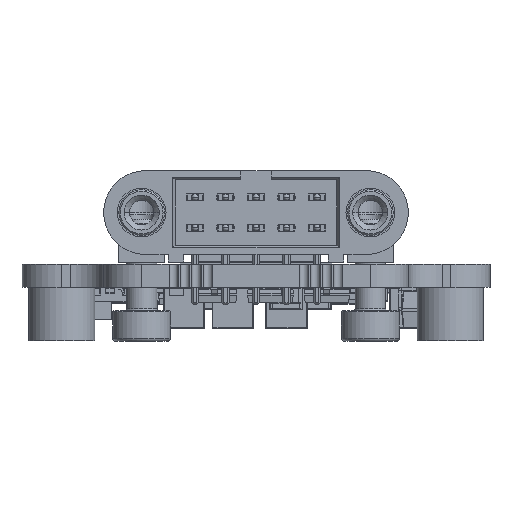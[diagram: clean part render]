
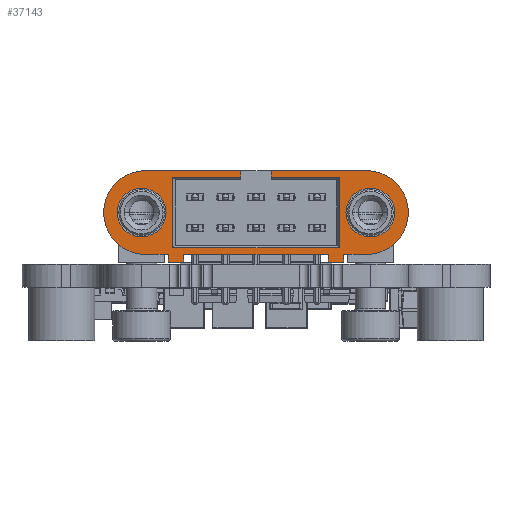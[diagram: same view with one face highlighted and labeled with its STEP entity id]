
A CAD part, front view. The second image highlights one B-rep face of the part: STEP entity #37143.
In plain terms, the highlighted face is planar.
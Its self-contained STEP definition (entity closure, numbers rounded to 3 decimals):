
#33424 = VERTEX_POINT('',#33425);
#33425 = CARTESIAN_POINT('',(14.701,-0.321,2.8));
#33431 = EDGE_CURVE('',#33424,#33432,#33434,.T.);
#33432 = VERTEX_POINT('',#33433);
#33433 = CARTESIAN_POINT('',(11.501,-0.321,2.8));
#33434 = CIRCLE('',#33435,1.6);
#33435 = AXIS2_PLACEMENT_3D('',#33436,#33437,#33438);
#33436 = CARTESIAN_POINT('',(13.101,-0.321,2.8));
#33437 = DIRECTION('',(0.,0.,-1.));
#33438 = DIRECTION('',(-1.,0.,0.));
#33466 = VERTEX_POINT('',#33467);
#33467 = CARTESIAN_POINT('',(-0.299,-0.321,2.8));
#33473 = EDGE_CURVE('',#33474,#33466,#33476,.T.);
#33474 = VERTEX_POINT('',#33475);
#33475 = CARTESIAN_POINT('',(-3.499,-0.321,2.8));
#33476 = CIRCLE('',#33477,1.6);
#33477 = AXIS2_PLACEMENT_3D('',#33478,#33479,#33480);
#33478 = CARTESIAN_POINT('',(-1.899,-0.321,2.8));
#33479 = DIRECTION('',(0.,0.,1.));
#33480 = DIRECTION('',(1.,0.,-0.));
#33517 = VERTEX_POINT('',#33518);
#33518 = CARTESIAN_POINT('',(15.601,-0.321,2.8));
#33524 = EDGE_CURVE('',#33525,#33517,#33527,.T.);
#33525 = VERTEX_POINT('',#33526);
#33526 = CARTESIAN_POINT('',(12.851,-3.071,2.8));
#33527 = CIRCLE('',#33528,2.75);
#33528 = AXIS2_PLACEMENT_3D('',#33529,#33530,#33531);
#33529 = CARTESIAN_POINT('',(12.851,-0.321,2.8));
#33530 = DIRECTION('',(0.,0.,1.));
#33531 = DIRECTION('',(1.,0.,-0.));
#34086 = VERTEX_POINT('',#34087);
#34087 = CARTESIAN_POINT('',(-1.649,2.429,2.8));
#34093 = EDGE_CURVE('',#34094,#34086,#34096,.T.);
#34094 = VERTEX_POINT('',#34095);
#34095 = CARTESIAN_POINT('',(4.601,2.429,2.8));
#34096 = LINE('',#34097,#34098);
#34097 = CARTESIAN_POINT('',(12.851,2.429,2.8));
#34098 = VECTOR('',#34099,1.);
#34099 = DIRECTION('',(-1.,0.,0.));
#34118 = VERTEX_POINT('',#34119);
#34119 = CARTESIAN_POINT('',(6.601,2.429,2.8));
#34125 = EDGE_CURVE('',#34126,#34118,#34128,.T.);
#34126 = VERTEX_POINT('',#34127);
#34127 = CARTESIAN_POINT('',(12.851,2.429,2.8));
#34128 = LINE('',#34129,#34130);
#34129 = CARTESIAN_POINT('',(12.851,2.429,2.8));
#34130 = VECTOR('',#34131,1.);
#34131 = DIRECTION('',(-1.,0.,0.));
#37143 = ADVANCED_FACE('',(#37144,#37289,#37299),#37309,.T.);
#37144 = FACE_BOUND('',#37145,.T.);
#37145 = EDGE_LOOP('',(#37146,#37154,#37162,#37170,#37178,#37186,#37194,
    #37200,#37201,#37210,#37218,#37226,#37234,#37242,#37250,#37258,
    #37266,#37274,#37280,#37281,#37288));
#37146 = ORIENTED_EDGE('',*,*,#37147,.T.);
#37147 = EDGE_CURVE('',#34118,#37148,#37150,.T.);
#37148 = VERTEX_POINT('',#37149);
#37149 = CARTESIAN_POINT('',(6.601,2.002,2.8));
#37150 = LINE('',#37151,#37152);
#37151 = CARTESIAN_POINT('',(6.601,1.829,2.8));
#37152 = VECTOR('',#37153,1.);
#37153 = DIRECTION('',(0.,-1.,0.));
#37154 = ORIENTED_EDGE('',*,*,#37155,.T.);
#37155 = EDGE_CURVE('',#37148,#37156,#37158,.T.);
#37156 = VERTEX_POINT('',#37157);
#37157 = CARTESIAN_POINT('',(11.074,2.002,2.8));
#37158 = LINE('',#37159,#37160);
#37159 = CARTESIAN_POINT('',(12.851,2.002,2.8));
#37160 = VECTOR('',#37161,1.);
#37161 = DIRECTION('',(1.,0.,0.));
#37162 = ORIENTED_EDGE('',*,*,#37163,.T.);
#37163 = EDGE_CURVE('',#37156,#37164,#37166,.T.);
#37164 = VERTEX_POINT('',#37165);
#37165 = CARTESIAN_POINT('',(11.074,-2.645,2.8));
#37166 = LINE('',#37167,#37168);
#37167 = CARTESIAN_POINT('',(11.074,-0.321,2.8));
#37168 = VECTOR('',#37169,1.);
#37169 = DIRECTION('',(0.,-1.,0.));
#37170 = ORIENTED_EDGE('',*,*,#37171,.T.);
#37171 = EDGE_CURVE('',#37164,#37172,#37174,.T.);
#37172 = VERTEX_POINT('',#37173);
#37173 = CARTESIAN_POINT('',(0.128,-2.645,2.8));
#37174 = LINE('',#37175,#37176);
#37175 = CARTESIAN_POINT('',(12.851,-2.645,2.8));
#37176 = VECTOR('',#37177,1.);
#37177 = DIRECTION('',(-1.,0.,0.));
#37178 = ORIENTED_EDGE('',*,*,#37179,.T.);
#37179 = EDGE_CURVE('',#37172,#37180,#37182,.T.);
#37180 = VERTEX_POINT('',#37181);
#37181 = CARTESIAN_POINT('',(0.128,2.002,2.8));
#37182 = LINE('',#37183,#37184);
#37183 = CARTESIAN_POINT('',(0.128,-0.321,2.8));
#37184 = VECTOR('',#37185,1.);
#37185 = DIRECTION('',(0.,1.,0.));
#37186 = ORIENTED_EDGE('',*,*,#37187,.T.);
#37187 = EDGE_CURVE('',#37180,#37188,#37190,.T.);
#37188 = VERTEX_POINT('',#37189);
#37189 = CARTESIAN_POINT('',(4.601,2.002,2.8));
#37190 = LINE('',#37191,#37192);
#37191 = CARTESIAN_POINT('',(12.851,2.002,2.8));
#37192 = VECTOR('',#37193,1.);
#37193 = DIRECTION('',(1.,0.,0.));
#37194 = ORIENTED_EDGE('',*,*,#37195,.T.);
#37195 = EDGE_CURVE('',#37188,#34094,#37196,.T.);
#37196 = LINE('',#37197,#37198);
#37197 = CARTESIAN_POINT('',(4.601,2.429,2.8));
#37198 = VECTOR('',#37199,1.);
#37199 = DIRECTION('',(0.,1.,0.));
#37200 = ORIENTED_EDGE('',*,*,#34093,.T.);
#37201 = ORIENTED_EDGE('',*,*,#37202,.T.);
#37202 = EDGE_CURVE('',#34086,#37203,#37205,.T.);
#37203 = VERTEX_POINT('',#37204);
#37204 = CARTESIAN_POINT('',(-1.649,-3.071,2.8));
#37205 = CIRCLE('',#37206,2.75);
#37206 = AXIS2_PLACEMENT_3D('',#37207,#37208,#37209);
#37207 = CARTESIAN_POINT('',(-1.649,-0.321,2.8));
#37208 = DIRECTION('',(0.,0.,1.));
#37209 = DIRECTION('',(1.,0.,-0.));
#37210 = ORIENTED_EDGE('',*,*,#37211,.T.);
#37211 = EDGE_CURVE('',#37203,#37212,#37214,.T.);
#37212 = VERTEX_POINT('',#37213);
#37213 = CARTESIAN_POINT('',(-0.149,-3.071,2.8));
#37214 = LINE('',#37215,#37216);
#37215 = CARTESIAN_POINT('',(-1.649,-3.071,2.8));
#37216 = VECTOR('',#37217,1.);
#37217 = DIRECTION('',(1.,0.,0.));
#37218 = ORIENTED_EDGE('',*,*,#37219,.T.);
#37219 = EDGE_CURVE('',#37212,#37220,#37222,.T.);
#37220 = VERTEX_POINT('',#37221);
#37221 = CARTESIAN_POINT('',(-0.149,-3.571,2.8));
#37222 = LINE('',#37223,#37224);
#37223 = CARTESIAN_POINT('',(-0.149,-3.071,2.8));
#37224 = VECTOR('',#37225,1.);
#37225 = DIRECTION('',(0.,-1.,0.));
#37226 = ORIENTED_EDGE('',*,*,#37227,.T.);
#37227 = EDGE_CURVE('',#37220,#37228,#37230,.T.);
#37228 = VERTEX_POINT('',#37229);
#37229 = CARTESIAN_POINT('',(0.851,-3.571,2.8));
#37230 = LINE('',#37231,#37232);
#37231 = CARTESIAN_POINT('',(-0.149,-3.571,2.8));
#37232 = VECTOR('',#37233,1.);
#37233 = DIRECTION('',(1.,0.,0.));
#37234 = ORIENTED_EDGE('',*,*,#37235,.T.);
#37235 = EDGE_CURVE('',#37228,#37236,#37238,.T.);
#37236 = VERTEX_POINT('',#37237);
#37237 = CARTESIAN_POINT('',(0.851,-3.071,2.8));
#37238 = LINE('',#37239,#37240);
#37239 = CARTESIAN_POINT('',(0.851,-3.571,2.8));
#37240 = VECTOR('',#37241,1.);
#37241 = DIRECTION('',(0.,1.,0.));
#37242 = ORIENTED_EDGE('',*,*,#37243,.T.);
#37243 = EDGE_CURVE('',#37236,#37244,#37246,.T.);
#37244 = VERTEX_POINT('',#37245);
#37245 = CARTESIAN_POINT('',(10.351,-3.071,2.8));
#37246 = LINE('',#37247,#37248);
#37247 = CARTESIAN_POINT('',(0.851,-3.071,2.8));
#37248 = VECTOR('',#37249,1.);
#37249 = DIRECTION('',(1.,0.,0.));
#37250 = ORIENTED_EDGE('',*,*,#37251,.T.);
#37251 = EDGE_CURVE('',#37244,#37252,#37254,.T.);
#37252 = VERTEX_POINT('',#37253);
#37253 = CARTESIAN_POINT('',(10.351,-3.571,2.8));
#37254 = LINE('',#37255,#37256);
#37255 = CARTESIAN_POINT('',(10.351,-3.071,2.8));
#37256 = VECTOR('',#37257,1.);
#37257 = DIRECTION('',(0.,-1.,0.));
#37258 = ORIENTED_EDGE('',*,*,#37259,.T.);
#37259 = EDGE_CURVE('',#37252,#37260,#37262,.T.);
#37260 = VERTEX_POINT('',#37261);
#37261 = CARTESIAN_POINT('',(11.351,-3.571,2.8));
#37262 = LINE('',#37263,#37264);
#37263 = CARTESIAN_POINT('',(10.351,-3.571,2.8));
#37264 = VECTOR('',#37265,1.);
#37265 = DIRECTION('',(1.,0.,0.));
#37266 = ORIENTED_EDGE('',*,*,#37267,.T.);
#37267 = EDGE_CURVE('',#37260,#37268,#37270,.T.);
#37268 = VERTEX_POINT('',#37269);
#37269 = CARTESIAN_POINT('',(11.351,-3.071,2.8));
#37270 = LINE('',#37271,#37272);
#37271 = CARTESIAN_POINT('',(11.351,-3.571,2.8));
#37272 = VECTOR('',#37273,1.);
#37273 = DIRECTION('',(0.,1.,0.));
#37274 = ORIENTED_EDGE('',*,*,#37275,.T.);
#37275 = EDGE_CURVE('',#37268,#33525,#37276,.T.);
#37276 = LINE('',#37277,#37278);
#37277 = CARTESIAN_POINT('',(11.351,-3.071,2.8));
#37278 = VECTOR('',#37279,1.);
#37279 = DIRECTION('',(1.,0.,0.));
#37280 = ORIENTED_EDGE('',*,*,#33524,.T.);
#37281 = ORIENTED_EDGE('',*,*,#37282,.T.);
#37282 = EDGE_CURVE('',#33517,#34126,#37283,.T.);
#37283 = CIRCLE('',#37284,2.75);
#37284 = AXIS2_PLACEMENT_3D('',#37285,#37286,#37287);
#37285 = CARTESIAN_POINT('',(12.851,-0.321,2.8));
#37286 = DIRECTION('',(0.,0.,1.));
#37287 = DIRECTION('',(1.,0.,-0.));
#37288 = ORIENTED_EDGE('',*,*,#34125,.T.);
#37289 = FACE_BOUND('',#37290,.T.);
#37290 = EDGE_LOOP('',(#37291,#37292));
#37291 = ORIENTED_EDGE('',*,*,#33431,.T.);
#37292 = ORIENTED_EDGE('',*,*,#37293,.T.);
#37293 = EDGE_CURVE('',#33432,#33424,#37294,.T.);
#37294 = CIRCLE('',#37295,1.6);
#37295 = AXIS2_PLACEMENT_3D('',#37296,#37297,#37298);
#37296 = CARTESIAN_POINT('',(13.101,-0.321,2.8));
#37297 = DIRECTION('',(0.,0.,-1.));
#37298 = DIRECTION('',(-1.,0.,0.));
#37299 = FACE_BOUND('',#37300,.T.);
#37300 = EDGE_LOOP('',(#37301,#37308));
#37301 = ORIENTED_EDGE('',*,*,#37302,.F.);
#37302 = EDGE_CURVE('',#33466,#33474,#37303,.T.);
#37303 = CIRCLE('',#37304,1.6);
#37304 = AXIS2_PLACEMENT_3D('',#37305,#37306,#37307);
#37305 = CARTESIAN_POINT('',(-1.899,-0.321,2.8));
#37306 = DIRECTION('',(0.,0.,1.));
#37307 = DIRECTION('',(1.,0.,-0.));
#37308 = ORIENTED_EDGE('',*,*,#33473,.F.);
#37309 = PLANE('',#37310);
#37310 = AXIS2_PLACEMENT_3D('',#37311,#37312,#37313);
#37311 = CARTESIAN_POINT('',(12.851,-0.321,2.8));
#37312 = DIRECTION('',(0.,0.,1.));
#37313 = DIRECTION('',(1.,0.,-0.));
